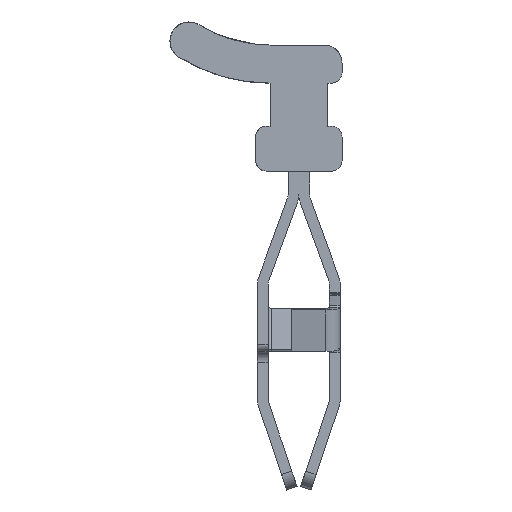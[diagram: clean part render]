
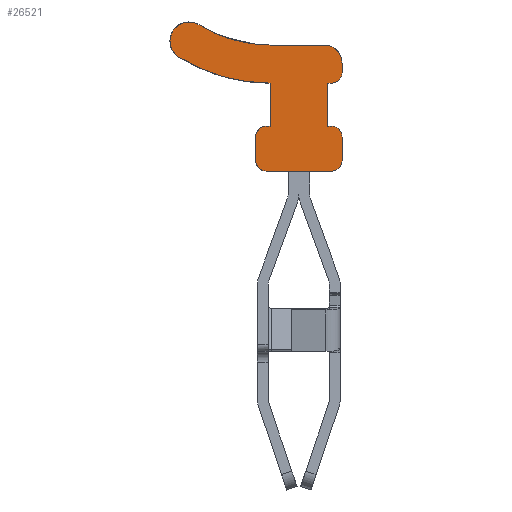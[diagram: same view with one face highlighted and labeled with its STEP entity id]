
A CAD part, left-side view. The second image highlights one B-rep face of the part: STEP entity #26521.
In plain terms, the highlighted planar face has unit normal (-1, 0, 0).
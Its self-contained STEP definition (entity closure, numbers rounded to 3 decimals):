
#26413=AXIS2_PLACEMENT_3D('Plane Axis2P3D',#26410,#26411,#26412) ;
#26417=AXIS2_PLACEMENT_3D('Circle Axis2P3D',#26415,#26416,$) ;
#26431=AXIS2_PLACEMENT_3D('Circle Axis2P3D',#26429,#26430,$) ;
#26436=AXIS2_PLACEMENT_3D('Circle Axis2P3D',#26434,#26435,$) ;
#26443=AXIS2_PLACEMENT_3D('Circle Axis2P3D',#26441,#26442,$) ;
#26450=AXIS2_PLACEMENT_3D('Circle Axis2P3D',#26448,#26449,$) ;
#26455=AXIS2_PLACEMENT_3D('Circle Axis2P3D',#26453,#26454,$) ;
#26469=AXIS2_PLACEMENT_3D('Circle Axis2P3D',#26467,#26468,$) ;
#26483=AXIS2_PLACEMENT_3D('Circle Axis2P3D',#26481,#26482,$) ;
#26497=AXIS2_PLACEMENT_3D('Circle Axis2P3D',#26495,#26496,$) ;
#25220=CARTESIAN_POINT('Vertex',(0.,0.4,11.3)) ;
#25223=CARTESIAN_POINT('Line Origine',(0.,0.4,10.7)) ;
#25227=CARTESIAN_POINT('Vertex',(0.,0.4,10.1)) ;
#25445=CARTESIAN_POINT('Line Origine',(0.,0.35,10.1)) ;
#25449=CARTESIAN_POINT('Vertex',(0.,0.3,10.1)) ;
#25875=CARTESIAN_POINT('Vertex',(0.,2.1,10.1)) ;
#25878=CARTESIAN_POINT('Line Origine',(0.,2.05,10.1)) ;
#25882=CARTESIAN_POINT('Vertex',(0.,2.,10.1)) ;
#25922=CARTESIAN_POINT('Line Origine',(0.,2.,10.7)) ;
#25926=CARTESIAN_POINT('Vertex',(0.,2.,11.3)) ;
#25951=CARTESIAN_POINT('Vertex',(0.,2.,12.357)) ;
#25954=CARTESIAN_POINT('Line Origine',(0.,1.25,12.357)) ;
#25958=CARTESIAN_POINT('Vertex',(0.,0.5,12.357)) ;
#26348=CARTESIAN_POINT('Vertex',(0.,0.3,11.3)) ;
#26351=CARTESIAN_POINT('Line Origine',(0.,0.35,11.3)) ;
#26410=CARTESIAN_POINT('Axis2P3D Location',(0.,1.2,0.05)) ;
#26415=CARTESIAN_POINT('Axis2P3D Location',(0.,0.3,11.6)) ;
#26419=CARTESIAN_POINT('Vertex',(0.,0.,11.6)) ;
#26422=CARTESIAN_POINT('Line Origine',(0.,0.,11.729)) ;
#26426=CARTESIAN_POINT('Vertex',(0.,0.,11.857)) ;
#26429=CARTESIAN_POINT('Axis2P3D Location',(0.,0.5,11.857)) ;
#26434=CARTESIAN_POINT('Axis2P3D Location',(0.,2.,16.1)) ;
#26438=CARTESIAN_POINT('Vertex',(0.,3.972,12.918)) ;
#26441=CARTESIAN_POINT('Axis2P3D Location',(0.,4.25,12.469)) ;
#26445=CARTESIAN_POINT('Vertex',(0.,4.528,12.02)) ;
#26448=CARTESIAN_POINT('Axis2P3D Location',(0.,2.,16.1)) ;
#26453=CARTESIAN_POINT('Axis2P3D Location',(0.,2.1,9.8)) ;
#26457=CARTESIAN_POINT('Vertex',(0.,2.4,9.8)) ;
#26460=CARTESIAN_POINT('Line Origine',(0.,2.4,9.479)) ;
#26464=CARTESIAN_POINT('Vertex',(0.,2.4,9.157)) ;
#26467=CARTESIAN_POINT('Axis2P3D Location',(0.,2.1,9.157)) ;
#26471=CARTESIAN_POINT('Vertex',(0.,2.099,8.857)) ;
#26474=CARTESIAN_POINT('Line Origine',(0.,1.2,8.857)) ;
#26478=CARTESIAN_POINT('Vertex',(0.,0.3,8.857)) ;
#26481=CARTESIAN_POINT('Axis2P3D Location',(0.,0.3,9.157)) ;
#26485=CARTESIAN_POINT('Vertex',(0.,0.,9.157)) ;
#26488=CARTESIAN_POINT('Line Origine',(0.,0.,9.479)) ;
#26492=CARTESIAN_POINT('Vertex',(0.,0.,9.8)) ;
#26495=CARTESIAN_POINT('Axis2P3D Location',(0.,0.3,9.8)) ;
#25224=DIRECTION('Vector Direction',(0.,0.,-1.)) ;
#25446=DIRECTION('Vector Direction',(0.,-1.,0.)) ;
#25879=DIRECTION('Vector Direction',(0.,1.,0.)) ;
#25923=DIRECTION('Vector Direction',(0.,0.,-1.)) ;
#25955=DIRECTION('Vector Direction',(0.,1.,0.)) ;
#26352=DIRECTION('Vector Direction',(0.,1.,0.)) ;
#26411=DIRECTION('Axis2P3D Direction',(-1.,0.,0.)) ;
#26412=DIRECTION('Axis2P3D XDirection',(0.,0.,-1.)) ;
#26416=DIRECTION('Axis2P3D Direction',(-1.,0.,0.)) ;
#26423=DIRECTION('Vector Direction',(0.,0.,-1.)) ;
#26430=DIRECTION('Axis2P3D Direction',(-1.,0.,0.)) ;
#26435=DIRECTION('Axis2P3D Direction',(-1.,0.,0.)) ;
#26442=DIRECTION('Axis2P3D Direction',(-1.,0.,0.)) ;
#26449=DIRECTION('Axis2P3D Direction',(-1.,0.,0.)) ;
#26454=DIRECTION('Axis2P3D Direction',(-1.,0.,0.)) ;
#26461=DIRECTION('Vector Direction',(0.,0.,-1.)) ;
#26468=DIRECTION('Axis2P3D Direction',(-1.,0.,0.)) ;
#26475=DIRECTION('Vector Direction',(0.,-1.,0.)) ;
#26482=DIRECTION('Axis2P3D Direction',(-1.,0.,0.)) ;
#26489=DIRECTION('Vector Direction',(0.,0.,-1.)) ;
#26496=DIRECTION('Axis2P3D Direction',(-1.,0.,0.)) ;
#25225=VECTOR('Line Direction',#25224,1.) ;
#25447=VECTOR('Line Direction',#25446,1.) ;
#25880=VECTOR('Line Direction',#25879,1.) ;
#25924=VECTOR('Line Direction',#25923,1.) ;
#25956=VECTOR('Line Direction',#25955,1.) ;
#26353=VECTOR('Line Direction',#26352,1.) ;
#26424=VECTOR('Line Direction',#26423,1.) ;
#26462=VECTOR('Line Direction',#26461,1.) ;
#26476=VECTOR('Line Direction',#26475,1.) ;
#26490=VECTOR('Line Direction',#26489,1.) ;
#26501=ORIENTED_EDGE('',*,*,#25229,.F.) ;
#26502=ORIENTED_EDGE('',*,*,#26355,.F.) ;
#26503=ORIENTED_EDGE('',*,*,#26421,.T.) ;
#26504=ORIENTED_EDGE('',*,*,#26428,.T.) ;
#26505=ORIENTED_EDGE('',*,*,#26433,.T.) ;
#26506=ORIENTED_EDGE('',*,*,#25960,.T.) ;
#26507=ORIENTED_EDGE('',*,*,#26440,.T.) ;
#26508=ORIENTED_EDGE('',*,*,#26447,.T.) ;
#26509=ORIENTED_EDGE('',*,*,#26452,.T.) ;
#26510=ORIENTED_EDGE('',*,*,#25928,.T.) ;
#26511=ORIENTED_EDGE('',*,*,#25884,.F.) ;
#26512=ORIENTED_EDGE('',*,*,#26459,.T.) ;
#26513=ORIENTED_EDGE('',*,*,#26466,.T.) ;
#26514=ORIENTED_EDGE('',*,*,#26473,.T.) ;
#26515=ORIENTED_EDGE('',*,*,#26480,.T.) ;
#26516=ORIENTED_EDGE('',*,*,#26487,.T.) ;
#26517=ORIENTED_EDGE('',*,*,#26494,.F.) ;
#26518=ORIENTED_EDGE('',*,*,#26499,.T.) ;
#26519=ORIENTED_EDGE('',*,*,#25451,.F.) ;
#26521=ADVANCED_FACE('QV_KUNSTSTOFF',(#26520),#26414,.T.) ;
#26418=CIRCLE('generated circle',#26417,0.3) ;
#26432=CIRCLE('generated circle',#26431,0.5) ;
#26437=CIRCLE('generated circle',#26436,3.743) ;
#26444=CIRCLE('generated circle',#26443,0.529) ;
#26451=CIRCLE('generated circle',#26450,4.8) ;
#26456=CIRCLE('generated circle',#26455,0.3) ;
#26470=CIRCLE('generated circle',#26469,0.3) ;
#26484=CIRCLE('generated circle',#26483,0.3) ;
#26498=CIRCLE('generated circle',#26497,0.3) ;
#25229=EDGE_CURVE('',#25221,#25228,#25226,.T.) ;
#25451=EDGE_CURVE('',#25228,#25450,#25448,.T.) ;
#25884=EDGE_CURVE('',#25876,#25883,#25881,.F.) ;
#25928=EDGE_CURVE('',#25927,#25883,#25925,.T.) ;
#25960=EDGE_CURVE('',#25959,#25952,#25957,.T.) ;
#26355=EDGE_CURVE('',#26349,#25221,#26354,.T.) ;
#26421=EDGE_CURVE('',#26349,#26420,#26418,.T.) ;
#26428=EDGE_CURVE('',#26420,#26427,#26425,.F.) ;
#26433=EDGE_CURVE('',#26427,#25959,#26432,.T.) ;
#26440=EDGE_CURVE('',#25952,#26439,#26437,.F.) ;
#26447=EDGE_CURVE('',#26439,#26446,#26444,.T.) ;
#26452=EDGE_CURVE('',#26446,#25927,#26451,.T.) ;
#26459=EDGE_CURVE('',#25876,#26458,#26456,.T.) ;
#26466=EDGE_CURVE('',#26458,#26465,#26463,.T.) ;
#26473=EDGE_CURVE('',#26465,#26472,#26470,.T.) ;
#26480=EDGE_CURVE('',#26472,#26479,#26477,.T.) ;
#26487=EDGE_CURVE('',#26479,#26486,#26484,.T.) ;
#26494=EDGE_CURVE('',#26493,#26486,#26491,.T.) ;
#26499=EDGE_CURVE('',#26493,#25450,#26498,.T.) ;
#26500=EDGE_LOOP('',(#26501,#26502,#26503,#26504,#26505,#26506,#26507,#26508,#26509,#26510,#26511,#26512,#26513,#26514,#26515,#26516,#26517,#26518,#26519)) ;
#26520=FACE_OUTER_BOUND('',#26500,.T.) ;
#25226=LINE('Line',#25223,#25225) ;
#25448=LINE('Line',#25445,#25447) ;
#25881=LINE('Line',#25878,#25880) ;
#25925=LINE('Line',#25922,#25924) ;
#25957=LINE('Line',#25954,#25956) ;
#26354=LINE('Line',#26351,#26353) ;
#26425=LINE('Line',#26422,#26424) ;
#26463=LINE('Line',#26460,#26462) ;
#26477=LINE('Line',#26474,#26476) ;
#26491=LINE('Line',#26488,#26490) ;
#26414=PLANE('',#26413) ;
#25221=VERTEX_POINT('',#25220) ;
#25228=VERTEX_POINT('',#25227) ;
#25450=VERTEX_POINT('',#25449) ;
#25876=VERTEX_POINT('',#25875) ;
#25883=VERTEX_POINT('',#25882) ;
#25927=VERTEX_POINT('',#25926) ;
#25952=VERTEX_POINT('',#25951) ;
#25959=VERTEX_POINT('',#25958) ;
#26349=VERTEX_POINT('',#26348) ;
#26420=VERTEX_POINT('',#26419) ;
#26427=VERTEX_POINT('',#26426) ;
#26439=VERTEX_POINT('',#26438) ;
#26446=VERTEX_POINT('',#26445) ;
#26458=VERTEX_POINT('',#26457) ;
#26465=VERTEX_POINT('',#26464) ;
#26472=VERTEX_POINT('',#26471) ;
#26479=VERTEX_POINT('',#26478) ;
#26486=VERTEX_POINT('',#26485) ;
#26493=VERTEX_POINT('',#26492) ;
